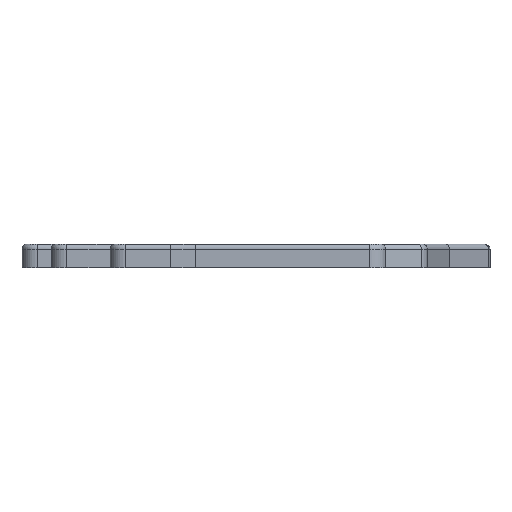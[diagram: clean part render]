
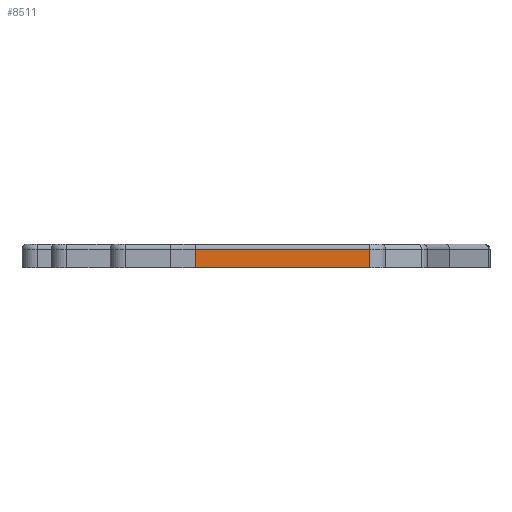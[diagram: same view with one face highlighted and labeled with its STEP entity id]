
A CAD part, left-side view. The second image highlights one B-rep face of the part: STEP entity #8511.
In plain terms, the highlighted planar face has unit normal (-1, 0, 0).
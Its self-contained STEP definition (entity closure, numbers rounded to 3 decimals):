
#116=PLANE('',#9137);
#461=FACE_OUTER_BOUND('',#951,.T.);
#951=EDGE_LOOP('',(#6147,#6148,#6149,#6150));
#1505=LINE('',#12806,#2482);
#1543=LINE('',#13015,#2520);
#1544=LINE('',#13019,#2521);
#1545=LINE('',#13020,#2522);
#2482=VECTOR('',#10092,10.);
#2520=VECTOR('',#10260,10.);
#2521=VECTOR('',#10265,10.);
#2522=VECTOR('',#10266,10.);
#3847=VERTEX_POINT('',#12759);
#3849=VERTEX_POINT('',#12805);
#3884=VERTEX_POINT('',#13014);
#3885=VERTEX_POINT('',#13018);
#4685=EDGE_CURVE('',#3847,#3849,#1505,.T.);
#4756=EDGE_CURVE('',#3884,#3849,#1543,.T.);
#4758=EDGE_CURVE('',#3885,#3847,#1544,.T.);
#4759=EDGE_CURVE('',#3884,#3885,#1545,.T.);
#6147=ORIENTED_EDGE('',*,*,#4685,.F.);
#6148=ORIENTED_EDGE('',*,*,#4758,.F.);
#6149=ORIENTED_EDGE('',*,*,#4759,.F.);
#6150=ORIENTED_EDGE('',*,*,#4756,.T.);
#8511=ADVANCED_FACE('',(#461),#116,.T.);
#9137=AXIS2_PLACEMENT_3D('',#13017,#10263,#10264);
#10092=DIRECTION('',(0.,-1.,0.));
#10260=DIRECTION('',(0.,0.,1.));
#10263=DIRECTION('center_axis',(-1.,0.,0.));
#10264=DIRECTION('ref_axis',(0.,-1.,0.));
#10265=DIRECTION('',(0.,0.,1.));
#10266=DIRECTION('',(0.,1.,0.));
#12759=CARTESIAN_POINT('',(74.413,-76.721,2.81));
#12805=CARTESIAN_POINT('',(74.413,-112.116,2.81));
#12806=CARTESIAN_POINT('',(74.413,-82.874,2.81));
#13014=CARTESIAN_POINT('',(74.413,-112.116,-1.));
#13015=CARTESIAN_POINT('',(74.413,-112.116,1.6));
#13017=CARTESIAN_POINT('Origin',(74.413,-76.721,1.6));
#13018=CARTESIAN_POINT('',(74.413,-76.721,-1.));
#13019=CARTESIAN_POINT('',(74.413,-76.721,1.6));
#13020=CARTESIAN_POINT('',(74.413,-76.721,-1.));
